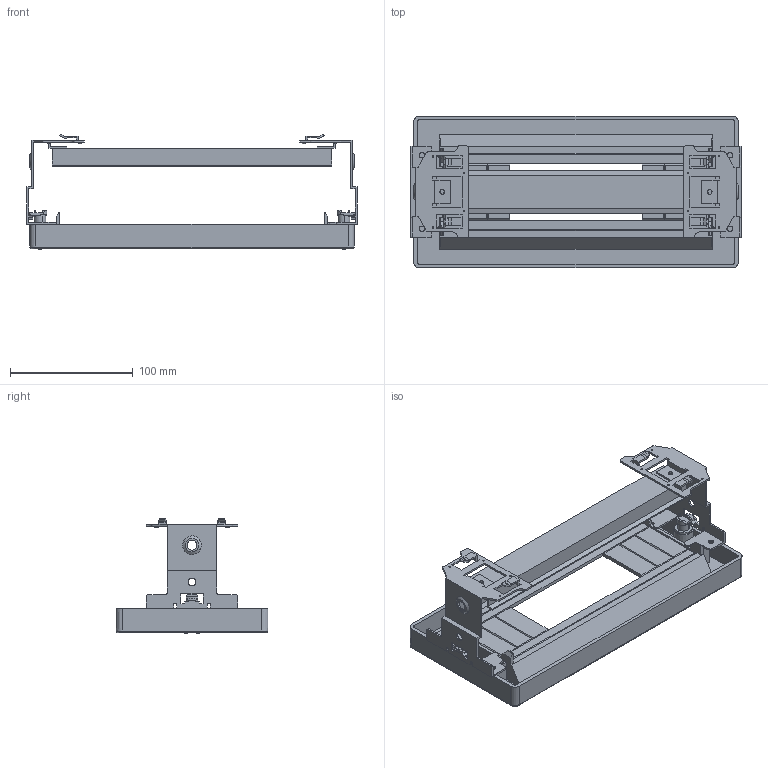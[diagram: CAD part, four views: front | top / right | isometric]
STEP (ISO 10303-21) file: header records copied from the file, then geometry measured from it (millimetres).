
FILE_DESCRIPTION((''),'2;1');
FILE_NAME('GW46420F_ASM','2021-04-08T12:19:30',('User'),('Axiro Italia'),'CREO PARAMETRIC BY PTC INC, 2020354','CREO PARAMETRIC BY PTC INC, 2020354','');
FILE_SCHEMA(('CONFIG_CONTROL_DESIGN'));
Length unit declared in the file: millimetre
Products named in the file (3): 55710594D2XX_MOSTRINA_CON_FINES; 55721427XXXX_GUIDA_DIN_12M; GW46420F_ASM
Assembly tree (2 placements, depth 2):
  GW46420F_ASM
    55710594D2XX_MOSTRINA_CON_FINES
    55721427XXXX_GUIDA_DIN_12M
Bounding box: 269.99 x 124 x 93.37 mm (x, y, z)
Volume: 191832.7 mm3; surface area: 162829.9 mm2
Topology: 2 solids, 2 shells, 669 faces, 1784 edges, 1154 vertices
Faces by surface type: plane 447, cylinder 172, cone 26, bspline 20, torus 4
Entity records: 21886 total; most frequent: CARTESIAN_POINT 5044, ORIENTED_EDGE 3568, DIRECTION 3348, EDGE_CURVE 1784, VECTOR 1296, LINE 1296, VERTEX_POINT 1154, AXIS2_PLACEMENT_3D 1026
